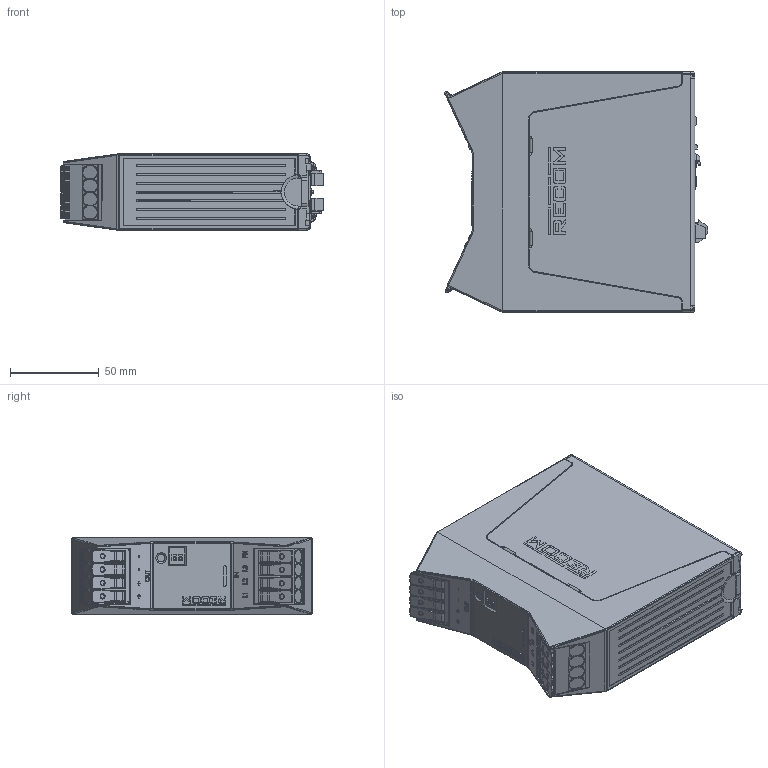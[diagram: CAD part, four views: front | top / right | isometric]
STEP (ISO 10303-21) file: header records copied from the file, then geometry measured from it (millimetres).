
FILE_DESCRIPTION (( 'STEP AP214' ), '1' );
FILE_NAME ('RACPRO1-T240_24.STEP', '2025-05-29T15:42:37', ( '' ), ( '' ), 'SwSTEP 2.0', 'SolidWorks 2024', '' );
FILE_SCHEMA (( 'AUTOMOTIVE_DESIGN' ));
Products named in the file (1): RACPRO1-T240_24
Bounding box: 148 x 135.02 x 43.05 mm (x, y, z)
Volume: 728852.1 mm3; surface area: 82701.9 mm2
Topology: 1 solids, 4 shells, 3060 faces, 8129 edges, 5115 vertices
Faces by surface type: plane 1416, cylinder 912, torus 358, bspline 323, sphere 40, cone 11
Entity records: 106135 total; most frequent: CARTESIAN_POINT 33293, ORIENTED_EDGE 16162, DIRECTION 14116, EDGE_CURVE 8081, VERTEX_POINT 5115, LINE 4740, VECTOR 4740, AXIS2_PLACEMENT_3D 4688
